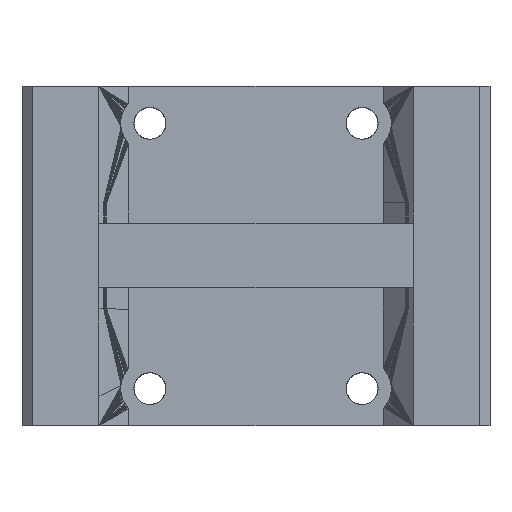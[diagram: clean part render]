
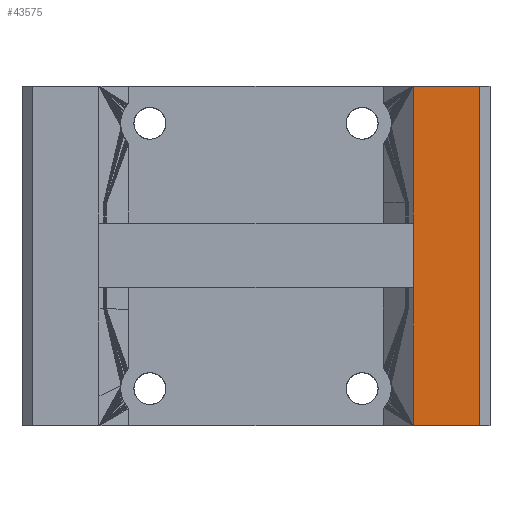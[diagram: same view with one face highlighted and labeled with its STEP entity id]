
A CAD part, top view. The second image highlights one B-rep face of the part: STEP entity #43575.
In plain terms, the highlighted planar face has unit normal (0, 0, 1).
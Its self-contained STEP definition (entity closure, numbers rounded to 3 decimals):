
#240=FACE_OUTER_BOUND('',#3212,.T.);
#3212=EDGE_LOOP('',(#28904,#28905,#28906,#28907,#28908,#28909));
#6340=LINE('',#62201,#12567);
#6484=LINE('',#62489,#12711);
#6524=LINE('',#62570,#12751);
#6533=LINE('',#62588,#12760);
#6534=LINE('',#62590,#12761);
#6535=LINE('',#62591,#12762);
#12567=VECTOR('',#49878,10.);
#12711=VECTOR('',#50170,10.);
#12751=VECTOR('',#50250,10.);
#12760=VECTOR('',#50267,10.);
#12761=VECTOR('',#50268,10.);
#12762=VECTOR('',#50269,10.);
#18511=VERTEX_POINT('',#61639);
#18626=VERTEX_POINT('',#61880);
#18778=VERTEX_POINT('',#62487);
#18799=VERTEX_POINT('',#62569);
#18804=VERTEX_POINT('',#62587);
#18805=VERTEX_POINT('',#62589);
#22073=EDGE_CURVE('',#18626,#18511,#6340,.T.);
#22217=EDGE_CURVE('',#18778,#18626,#6484,.T.);
#22257=EDGE_CURVE('',#18511,#18799,#6524,.T.);
#22266=EDGE_CURVE('',#18778,#18804,#6533,.T.);
#22267=EDGE_CURVE('',#18804,#18805,#6534,.T.);
#22268=EDGE_CURVE('',#18799,#18805,#6535,.T.);
#28904=ORIENTED_EDGE('',*,*,#22217,.F.);
#28905=ORIENTED_EDGE('',*,*,#22266,.T.);
#28906=ORIENTED_EDGE('',*,*,#22267,.T.);
#28907=ORIENTED_EDGE('',*,*,#22268,.F.);
#28908=ORIENTED_EDGE('',*,*,#22257,.F.);
#28909=ORIENTED_EDGE('',*,*,#22073,.F.);
#40612=PLANE('',#46558);
#43575=ADVANCED_FACE('',(#240),#40612,.T.);
#46558=AXIS2_PLACEMENT_3D('',#62586,#50265,#50266);
#49878=DIRECTION('',(0.,1.,0.));
#50170=DIRECTION('',(0.,1.,0.));
#50250=DIRECTION('',(0.,1.,0.));
#50265=DIRECTION('center_axis',(0.,0.,1.));
#50266=DIRECTION('ref_axis',(1.,0.,0.));
#50267=DIRECTION('',(1.,0.,0.));
#50268=DIRECTION('',(0.,1.,0.));
#50269=DIRECTION('',(1.,0.,0.));
#61639=CARTESIAN_POINT('',(14.8,3.,10.));
#61880=CARTESIAN_POINT('',(14.8,-3.,10.));
#62201=CARTESIAN_POINT('',(14.8,-16.,10.));
#62487=CARTESIAN_POINT('',(14.8,-16.,10.));
#62489=CARTESIAN_POINT('',(14.8,-16.,10.));
#62569=CARTESIAN_POINT('',(14.8,16.,10.));
#62570=CARTESIAN_POINT('',(14.8,3.,10.));
#62586=CARTESIAN_POINT('Origin',(-21.05,16.,10.));
#62587=CARTESIAN_POINT('',(21.05,-16.,10.));
#62588=CARTESIAN_POINT('',(14.8,-16.,10.));
#62589=CARTESIAN_POINT('',(21.05,16.,10.));
#62590=CARTESIAN_POINT('',(21.05,-16.,10.));
#62591=CARTESIAN_POINT('',(14.8,16.,10.));
